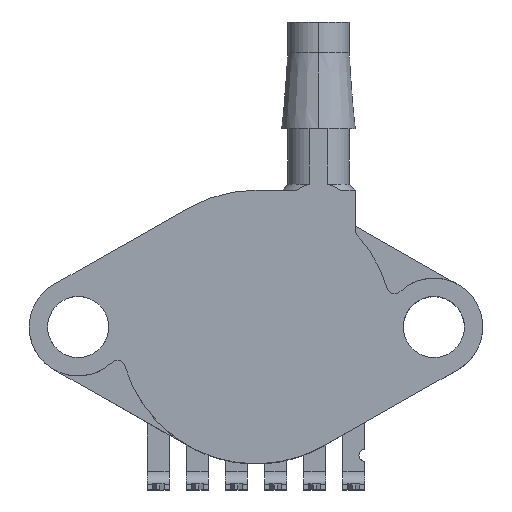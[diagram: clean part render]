
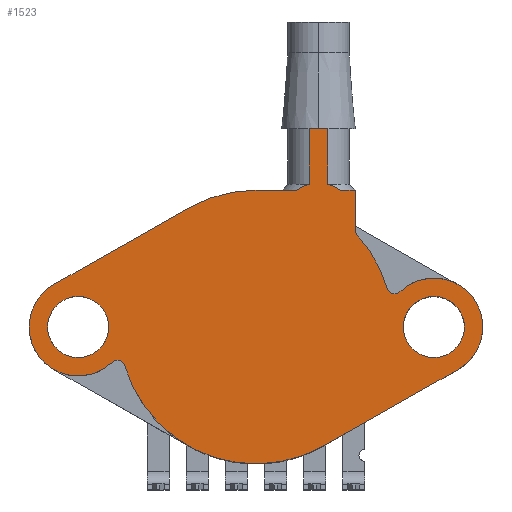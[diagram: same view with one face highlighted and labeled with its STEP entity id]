
A CAD part, top view. The second image highlights one B-rep face of the part: STEP entity #1523.
In plain terms, the highlighted planar face has unit normal (0, 0, 1).
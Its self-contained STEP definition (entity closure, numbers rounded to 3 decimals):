
#24 = VERTEX_POINT('',#25);
#25 = CARTESIAN_POINT('',(3.451,9.278,8.));
#41 = VERTEX_POINT('',#42);
#42 = CARTESIAN_POINT('',(2.621,8.89,8.));
#49 = EDGE_CURVE('',#24,#41,#50,.T.);
#50 = B_SPLINE_CURVE_WITH_KNOTS('',3,(#51,#52,#53,#54),.UNSPECIFIED.,.F.
  ,.F.,(4,4),(0.,0.001),.PIECEWISE_BEZIER_KNOTS.);
#51 = CARTESIAN_POINT('',(3.451,9.278,8.));
#52 = CARTESIAN_POINT('',(3.156,9.188,8.));
#53 = CARTESIAN_POINT('',(2.884,9.049,8.));
#54 = CARTESIAN_POINT('',(2.621,8.89,8.));
#183 = VERTEX_POINT('',#184);
#184 = CARTESIAN_POINT('',(3.451,12.89,8.));
#198 = EDGE_CURVE('',#24,#183,#199,.T.);
#199 = LINE('',#200,#201);
#200 = CARTESIAN_POINT('',(3.451,12.89,8.));
#201 = VECTOR('',#202,1.);
#202 = DIRECTION('',(0.,1.,0.));
#213 = VERTEX_POINT('',#214);
#214 = CARTESIAN_POINT('',(-13.538,0.,8.));
#266 = VERTEX_POINT('',#267);
#267 = CARTESIAN_POINT('',(-9.573,0.,8.));
#273 = EDGE_CURVE('',#213,#266,#274,.T.);
#274 = CIRCLE('',#275,1.983);
#275 = AXIS2_PLACEMENT_3D('',#276,#277,#278);
#276 = CARTESIAN_POINT('',(-11.555,0.,8.));
#277 = DIRECTION('',(0.,0.,1.));
#278 = DIRECTION('',(1.,0.,0.));
#289 = VERTEX_POINT('',#290);
#290 = CARTESIAN_POINT('',(9.573,0.,8.));
#308 = VERTEX_POINT('',#309);
#309 = CARTESIAN_POINT('',(13.538,0.,8.));
#315 = EDGE_CURVE('',#289,#308,#316,.T.);
#316 = CIRCLE('',#317,1.983);
#317 = AXIS2_PLACEMENT_3D('',#318,#319,#320);
#318 = CARTESIAN_POINT('',(11.555,0.,8.));
#319 = DIRECTION('',(0.,0.,1.));
#320 = DIRECTION('',(1.,0.,0.));
#330 = EDGE_CURVE('',#331,#333,#335,.T.);
#331 = VERTEX_POINT('',#332);
#332 = CARTESIAN_POINT('',(-14.733,0.,8.));
#333 = VERTEX_POINT('',#334);
#334 = CARTESIAN_POINT('',(-9.354,-2.292,8.));
#335 = CIRCLE('',#336,3.178);
#336 = AXIS2_PLACEMENT_3D('',#337,#338,#339);
#337 = CARTESIAN_POINT('',(-11.555,0.,8.));
#338 = DIRECTION('',(0.,0.,1.));
#339 = DIRECTION('',(1.,0.,0.));
#1155 = VERTEX_POINT('',#1156);
#1156 = CARTESIAN_POINT('',(13.126,-2.762,8.));
#1162 = EDGE_CURVE('',#1163,#1155,#1165,.T.);
#1163 = VERTEX_POINT('',#1164);
#1164 = CARTESIAN_POINT('',(4.395,-7.728,8.));
#1165 = LINE('',#1166,#1167);
#1166 = CARTESIAN_POINT('',(13.126,-2.762,8.));
#1167 = VECTOR('',#1168,1.);
#1168 = DIRECTION('',(0.869,0.494,0.));
#1273 = EDGE_CURVE('',#41,#1274,#1276,.T.);
#1274 = VERTEX_POINT('',#1275);
#1275 = CARTESIAN_POINT('',(0.,8.89,8.));
#1276 = LINE('',#1277,#1278);
#1277 = CARTESIAN_POINT('',(0.,8.89,8.));
#1278 = VECTOR('',#1279,1.);
#1279 = DIRECTION('',(-1.,-0.,-0.));
#1313 = VERTEX_POINT('',#1314);
#1314 = CARTESIAN_POINT('',(6.448,8.89,8.));
#1321 = VERTEX_POINT('',#1322);
#1322 = CARTESIAN_POINT('',(5.499,8.89,8.));
#1329 = EDGE_CURVE('',#1313,#1321,#1330,.T.);
#1330 = LINE('',#1331,#1332);
#1331 = CARTESIAN_POINT('',(0.,8.89,8.));
#1332 = VECTOR('',#1333,1.);
#1333 = DIRECTION('',(-1.,-0.,-0.));
#1523 = ADVANCED_FACE('',(#1524,#1628,#1638),#1648,.F.);
#1524 = FACE_BOUND('',#1525,.T.);
#1525 = EDGE_LOOP('',(#1526,#1535,#1544,#1553,#1559,#1560,#1569,#1577,
    #1583,#1584,#1585,#1586,#1595,#1603,#1610,#1611,#1620,#1627));
#1526 = ORIENTED_EDGE('',*,*,#1527,.T.);
#1527 = EDGE_CURVE('',#1155,#1528,#1530,.T.);
#1528 = VERTEX_POINT('',#1529);
#1529 = CARTESIAN_POINT('',(9.354,2.292,8.));
#1530 = CIRCLE('',#1531,3.178);
#1531 = AXIS2_PLACEMENT_3D('',#1532,#1533,#1534);
#1532 = CARTESIAN_POINT('',(11.555,0.,8.));
#1533 = DIRECTION('',(0.,0.,1.));
#1534 = DIRECTION('',(-1.,0.,0.));
#1535 = ORIENTED_EDGE('',*,*,#1536,.F.);
#1536 = EDGE_CURVE('',#1537,#1528,#1539,.T.);
#1537 = VERTEX_POINT('',#1538);
#1538 = CARTESIAN_POINT('',(8.528,2.511,8.));
#1539 = CIRCLE('',#1540,0.5);
#1540 = AXIS2_PLACEMENT_3D('',#1541,#1542,#1543);
#1541 = CARTESIAN_POINT('',(9.008,2.652,8.));
#1542 = DIRECTION('',(0.,0.,1.));
#1543 = DIRECTION('',(-1.,0.,0.));
#1544 = ORIENTED_EDGE('',*,*,#1545,.F.);
#1545 = EDGE_CURVE('',#1546,#1537,#1548,.T.);
#1546 = VERTEX_POINT('',#1547);
#1547 = CARTESIAN_POINT('',(6.448,6.121,8.));
#1548 = CIRCLE('',#1549,8.89);
#1549 = AXIS2_PLACEMENT_3D('',#1550,#1551,#1552);
#1550 = CARTESIAN_POINT('',(0.,0.,8.));
#1551 = DIRECTION('',(0.,0.,-1.));
#1552 = DIRECTION('',(-1.,0.,0.));
#1553 = ORIENTED_EDGE('',*,*,#1554,.T.);
#1554 = EDGE_CURVE('',#1546,#1313,#1555,.T.);
#1555 = LINE('',#1556,#1557);
#1556 = CARTESIAN_POINT('',(6.448,8.89,8.));
#1557 = VECTOR('',#1558,1.);
#1558 = DIRECTION('',(0.,1.,0.));
#1559 = ORIENTED_EDGE('',*,*,#1329,.T.);
#1560 = ORIENTED_EDGE('',*,*,#1561,.T.);
#1561 = EDGE_CURVE('',#1321,#1562,#1564,.T.);
#1562 = VERTEX_POINT('',#1563);
#1563 = CARTESIAN_POINT('',(4.669,9.278,8.));
#1564 = B_SPLINE_CURVE_WITH_KNOTS('',3,(#1565,#1566,#1567,#1568),
  .UNSPECIFIED.,.F.,.F.,(4,4),(0.,0.001),
  .PIECEWISE_BEZIER_KNOTS.);
#1565 = CARTESIAN_POINT('',(5.499,8.89,8.));
#1566 = CARTESIAN_POINT('',(5.236,9.049,8.));
#1567 = CARTESIAN_POINT('',(4.964,9.188,8.));
#1568 = CARTESIAN_POINT('',(4.669,9.278,8.));
#1569 = ORIENTED_EDGE('',*,*,#1570,.F.);
#1570 = EDGE_CURVE('',#1571,#1562,#1573,.T.);
#1571 = VERTEX_POINT('',#1572);
#1572 = CARTESIAN_POINT('',(4.669,12.89,8.));
#1573 = LINE('',#1574,#1575);
#1574 = CARTESIAN_POINT('',(4.669,12.89,8.));
#1575 = VECTOR('',#1576,1.);
#1576 = DIRECTION('',(0.,-1.,0.));
#1577 = ORIENTED_EDGE('',*,*,#1578,.T.);
#1578 = EDGE_CURVE('',#1571,#183,#1579,.T.);
#1579 = LINE('',#1580,#1581);
#1580 = CARTESIAN_POINT('',(0.,12.89,8.));
#1581 = VECTOR('',#1582,1.);
#1582 = DIRECTION('',(-1.,-0.,-0.));
#1583 = ORIENTED_EDGE('',*,*,#198,.F.);
#1584 = ORIENTED_EDGE('',*,*,#49,.T.);
#1585 = ORIENTED_EDGE('',*,*,#1273,.T.);
#1586 = ORIENTED_EDGE('',*,*,#1587,.T.);
#1587 = EDGE_CURVE('',#1274,#1588,#1590,.T.);
#1588 = VERTEX_POINT('',#1589);
#1589 = CARTESIAN_POINT('',(-4.395,7.728,8.));
#1590 = CIRCLE('',#1591,8.89);
#1591 = AXIS2_PLACEMENT_3D('',#1592,#1593,#1594);
#1592 = CARTESIAN_POINT('',(0.,0.,8.));
#1593 = DIRECTION('',(0.,0.,1.));
#1594 = DIRECTION('',(-1.,0.,0.));
#1595 = ORIENTED_EDGE('',*,*,#1596,.T.);
#1596 = EDGE_CURVE('',#1588,#1597,#1599,.T.);
#1597 = VERTEX_POINT('',#1598);
#1598 = CARTESIAN_POINT('',(-13.126,2.762,8.));
#1599 = LINE('',#1600,#1601);
#1600 = CARTESIAN_POINT('',(-4.395,7.728,8.));
#1601 = VECTOR('',#1602,1.);
#1602 = DIRECTION('',(-0.869,-0.494,0.));
#1603 = ORIENTED_EDGE('',*,*,#1604,.T.);
#1604 = EDGE_CURVE('',#1597,#331,#1605,.T.);
#1605 = CIRCLE('',#1606,3.178);
#1606 = AXIS2_PLACEMENT_3D('',#1607,#1608,#1609);
#1607 = CARTESIAN_POINT('',(-11.555,0.,8.));
#1608 = DIRECTION('',(0.,0.,1.));
#1609 = DIRECTION('',(1.,0.,0.));
#1610 = ORIENTED_EDGE('',*,*,#330,.T.);
#1611 = ORIENTED_EDGE('',*,*,#1612,.F.);
#1612 = EDGE_CURVE('',#1613,#333,#1615,.T.);
#1613 = VERTEX_POINT('',#1614);
#1614 = CARTESIAN_POINT('',(-8.528,-2.511,8.));
#1615 = CIRCLE('',#1616,0.5);
#1616 = AXIS2_PLACEMENT_3D('',#1617,#1618,#1619);
#1617 = CARTESIAN_POINT('',(-9.008,-2.652,8.));
#1618 = DIRECTION('',(0.,0.,1.));
#1619 = DIRECTION('',(1.,0.,0.));
#1620 = ORIENTED_EDGE('',*,*,#1621,.T.);
#1621 = EDGE_CURVE('',#1613,#1163,#1622,.T.);
#1622 = CIRCLE('',#1623,8.89);
#1623 = AXIS2_PLACEMENT_3D('',#1624,#1625,#1626);
#1624 = CARTESIAN_POINT('',(0.,0.,8.));
#1625 = DIRECTION('',(0.,0.,1.));
#1626 = DIRECTION('',(1.,0.,0.));
#1627 = ORIENTED_EDGE('',*,*,#1162,.T.);
#1628 = FACE_BOUND('',#1629,.T.);
#1629 = EDGE_LOOP('',(#1630,#1631));
#1630 = ORIENTED_EDGE('',*,*,#273,.F.);
#1631 = ORIENTED_EDGE('',*,*,#1632,.F.);
#1632 = EDGE_CURVE('',#266,#213,#1633,.T.);
#1633 = CIRCLE('',#1634,1.983);
#1634 = AXIS2_PLACEMENT_3D('',#1635,#1636,#1637);
#1635 = CARTESIAN_POINT('',(-11.555,0.,8.));
#1636 = DIRECTION('',(0.,0.,1.));
#1637 = DIRECTION('',(1.,0.,0.));
#1638 = FACE_BOUND('',#1639,.T.);
#1639 = EDGE_LOOP('',(#1640,#1641));
#1640 = ORIENTED_EDGE('',*,*,#315,.F.);
#1641 = ORIENTED_EDGE('',*,*,#1642,.F.);
#1642 = EDGE_CURVE('',#308,#289,#1643,.T.);
#1643 = CIRCLE('',#1644,1.983);
#1644 = AXIS2_PLACEMENT_3D('',#1645,#1646,#1647);
#1645 = CARTESIAN_POINT('',(11.555,0.,8.));
#1646 = DIRECTION('',(0.,0.,1.));
#1647 = DIRECTION('',(1.,0.,0.));
#1648 = PLANE('',#1649);
#1649 = AXIS2_PLACEMENT_3D('',#1650,#1651,#1652);
#1650 = CARTESIAN_POINT('',(0.,0.,8.));
#1651 = DIRECTION('',(0.,0.,-1.));
#1652 = DIRECTION('',(-1.,0.,0.));
